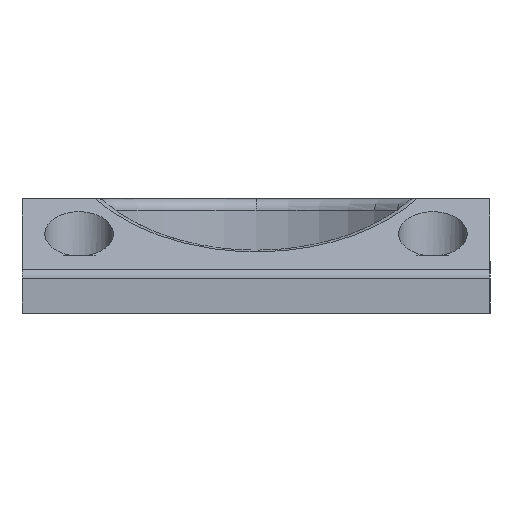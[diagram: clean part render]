
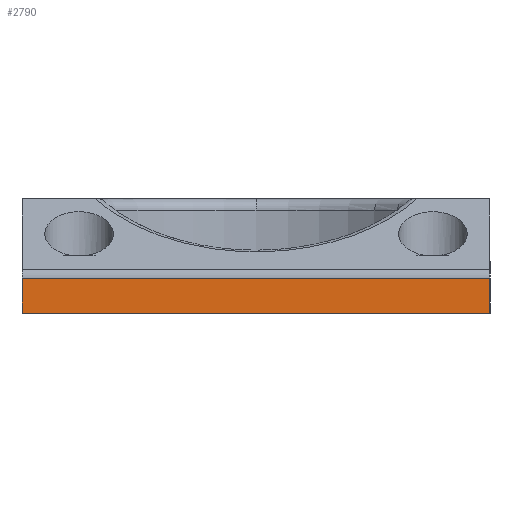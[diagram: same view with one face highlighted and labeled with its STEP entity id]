
A CAD part, left-side view. The second image highlights one B-rep face of the part: STEP entity #2790.
In plain terms, the highlighted planar face has unit normal (-1, 0, 0).
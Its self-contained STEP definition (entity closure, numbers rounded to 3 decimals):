
#72 = PLANE('',#73);
#73 = AXIS2_PLACEMENT_3D('',#74,#75,#76);
#74 = CARTESIAN_POINT('',(-1.83,0.,4.528));
#75 = DIRECTION('',(0.,-1.,0.));
#76 = DIRECTION('',(0.,0.,-1.));
#179 = PLANE('',#180);
#180 = AXIS2_PLACEMENT_3D('',#181,#182,#183);
#181 = CARTESIAN_POINT('',(-1.83,41.,4.528));
#182 = DIRECTION('',(0.,-1.,0.));
#183 = DIRECTION('',(0.,0.,-1.));
#972 = CYLINDRICAL_SURFACE('',#973,1.);
#973 = AXIS2_PLACEMENT_3D('',#974,#975,#976);
#974 = CARTESIAN_POINT('',(-40.76,0.,3.));
#975 = DIRECTION('',(0.,-1.,0.));
#976 = DIRECTION('',(1.,0.,0.));
#1584 = VERTEX_POINT('',#1585);
#1585 = CARTESIAN_POINT('',(-41.76,0.,0.));
#1601 = PLANE('',#1602);
#1602 = AXIS2_PLACEMENT_3D('',#1603,#1604,#1605);
#1603 = CARTESIAN_POINT('',(-41.76,0.,0.));
#1604 = DIRECTION('',(0.,0.,-1.));
#1605 = DIRECTION('',(1.,0.,0.));
#1721 = VERTEX_POINT('',#1722);
#1722 = CARTESIAN_POINT('',(-41.76,0.,3.));
#1743 = EDGE_CURVE('',#1584,#1721,#1744,.T.);
#1744 = SURFACE_CURVE('',#1745,(#1749,#1756),.PCURVE_S1.);
#1745 = LINE('',#1746,#1747);
#1746 = CARTESIAN_POINT('',(-41.76,0.,0.));
#1747 = VECTOR('',#1748,1.);
#1748 = DIRECTION('',(0.,0.,1.));
#1749 = PCURVE('',#72,#1750);
#1750 = DEFINITIONAL_REPRESENTATION('',(#1751),#1755);
#1751 = LINE('',#1752,#1753);
#1752 = CARTESIAN_POINT('',(4.528,-39.93));
#1753 = VECTOR('',#1754,1.);
#1754 = DIRECTION('',(-1.,0.));
#1755 = ( GEOMETRIC_REPRESENTATION_CONTEXT(2) 
PARAMETRIC_REPRESENTATION_CONTEXT() REPRESENTATION_CONTEXT('2D SPACE',''
  ) );
#1756 = PCURVE('',#1757,#1762);
#1757 = PLANE('',#1758);
#1758 = AXIS2_PLACEMENT_3D('',#1759,#1760,#1761);
#1759 = CARTESIAN_POINT('',(-41.76,0.,0.));
#1760 = DIRECTION('',(1.,0.,0.));
#1761 = DIRECTION('',(0.,0.,1.));
#1762 = DEFINITIONAL_REPRESENTATION('',(#1763),#1767);
#1763 = LINE('',#1764,#1765);
#1764 = CARTESIAN_POINT('',(0.,0.));
#1765 = VECTOR('',#1766,1.);
#1766 = DIRECTION('',(1.,0.));
#1767 = ( GEOMETRIC_REPRESENTATION_CONTEXT(2) 
PARAMETRIC_REPRESENTATION_CONTEXT() REPRESENTATION_CONTEXT('2D SPACE',''
  ) );
#2086 = VERTEX_POINT('',#2087);
#2087 = CARTESIAN_POINT('',(-41.76,41.,0.));
#2181 = VERTEX_POINT('',#2182);
#2182 = CARTESIAN_POINT('',(-41.76,41.,3.));
#2203 = EDGE_CURVE('',#2086,#2181,#2204,.T.);
#2204 = SURFACE_CURVE('',#2205,(#2209,#2216),.PCURVE_S1.);
#2205 = LINE('',#2206,#2207);
#2206 = CARTESIAN_POINT('',(-41.76,41.,0.));
#2207 = VECTOR('',#2208,1.);
#2208 = DIRECTION('',(0.,0.,1.));
#2209 = PCURVE('',#179,#2210);
#2210 = DEFINITIONAL_REPRESENTATION('',(#2211),#2215);
#2211 = LINE('',#2212,#2213);
#2212 = CARTESIAN_POINT('',(4.528,-39.93));
#2213 = VECTOR('',#2214,1.);
#2214 = DIRECTION('',(-1.,0.));
#2215 = ( GEOMETRIC_REPRESENTATION_CONTEXT(2) 
PARAMETRIC_REPRESENTATION_CONTEXT() REPRESENTATION_CONTEXT('2D SPACE',''
  ) );
#2216 = PCURVE('',#1757,#2217);
#2217 = DEFINITIONAL_REPRESENTATION('',(#2218),#2222);
#2218 = LINE('',#2219,#2220);
#2219 = CARTESIAN_POINT('',(0.,-41.));
#2220 = VECTOR('',#2221,1.);
#2221 = DIRECTION('',(1.,0.));
#2222 = ( GEOMETRIC_REPRESENTATION_CONTEXT(2) 
PARAMETRIC_REPRESENTATION_CONTEXT() REPRESENTATION_CONTEXT('2D SPACE',''
  ) );
#2333 = EDGE_CURVE('',#1721,#2181,#2334,.T.);
#2334 = SURFACE_CURVE('',#2335,(#2339,#2345),.PCURVE_S1.);
#2335 = LINE('',#2336,#2337);
#2336 = CARTESIAN_POINT('',(-41.76,0.,3.));
#2337 = VECTOR('',#2338,1.);
#2338 = DIRECTION('',(0.,1.,0.));
#2339 = PCURVE('',#972,#2340);
#2340 = DEFINITIONAL_REPRESENTATION('',(#2341),#2344);
#2341 = B_SPLINE_CURVE_WITH_KNOTS('',1,(#2342,#2343),.UNSPECIFIED.,.F.,
  .F.,(2,2),(0.,41.),.PIECEWISE_BEZIER_KNOTS.);
#2342 = CARTESIAN_POINT('',(3.142,0.));
#2343 = CARTESIAN_POINT('',(3.142,-41.));
#2344 = ( GEOMETRIC_REPRESENTATION_CONTEXT(2) 
PARAMETRIC_REPRESENTATION_CONTEXT() REPRESENTATION_CONTEXT('2D SPACE',''
  ) );
#2345 = PCURVE('',#1757,#2346);
#2346 = DEFINITIONAL_REPRESENTATION('',(#2347),#2351);
#2347 = LINE('',#2348,#2349);
#2348 = CARTESIAN_POINT('',(3.,0.));
#2349 = VECTOR('',#2350,1.);
#2350 = DIRECTION('',(0.,-1.));
#2351 = ( GEOMETRIC_REPRESENTATION_CONTEXT(2) 
PARAMETRIC_REPRESENTATION_CONTEXT() REPRESENTATION_CONTEXT('2D SPACE',''
  ) );
#2514 = EDGE_CURVE('',#1584,#2086,#2515,.T.);
#2515 = SURFACE_CURVE('',#2516,(#2520,#2527),.PCURVE_S1.);
#2516 = LINE('',#2517,#2518);
#2517 = CARTESIAN_POINT('',(-41.76,0.,0.));
#2518 = VECTOR('',#2519,1.);
#2519 = DIRECTION('',(0.,1.,0.));
#2520 = PCURVE('',#1601,#2521);
#2521 = DEFINITIONAL_REPRESENTATION('',(#2522),#2526);
#2522 = LINE('',#2523,#2524);
#2523 = CARTESIAN_POINT('',(0.,0.));
#2524 = VECTOR('',#2525,1.);
#2525 = DIRECTION('',(0.,-1.));
#2526 = ( GEOMETRIC_REPRESENTATION_CONTEXT(2) 
PARAMETRIC_REPRESENTATION_CONTEXT() REPRESENTATION_CONTEXT('2D SPACE',''
  ) );
#2527 = PCURVE('',#1757,#2528);
#2528 = DEFINITIONAL_REPRESENTATION('',(#2529),#2533);
#2529 = LINE('',#2530,#2531);
#2530 = CARTESIAN_POINT('',(0.,0.));
#2531 = VECTOR('',#2532,1.);
#2532 = DIRECTION('',(0.,-1.));
#2533 = ( GEOMETRIC_REPRESENTATION_CONTEXT(2) 
PARAMETRIC_REPRESENTATION_CONTEXT() REPRESENTATION_CONTEXT('2D SPACE',''
  ) );
#2790 = ADVANCED_FACE('',(#2791),#1757,.F.);
#2791 = FACE_BOUND('',#2792,.F.);
#2792 = EDGE_LOOP('',(#2793,#2794,#2795,#2796));
#2793 = ORIENTED_EDGE('',*,*,#2514,.T.);
#2794 = ORIENTED_EDGE('',*,*,#2203,.T.);
#2795 = ORIENTED_EDGE('',*,*,#2333,.F.);
#2796 = ORIENTED_EDGE('',*,*,#1743,.F.);
